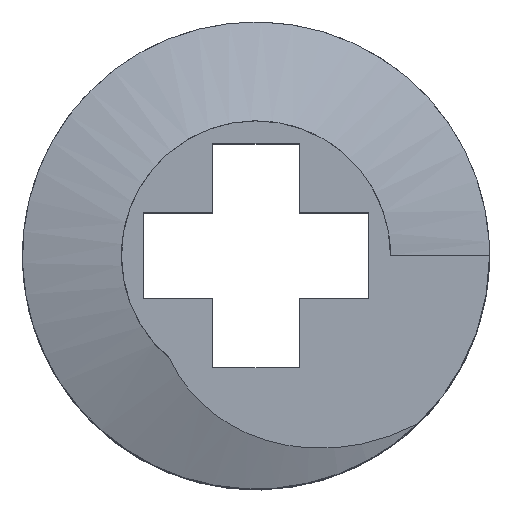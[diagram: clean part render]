
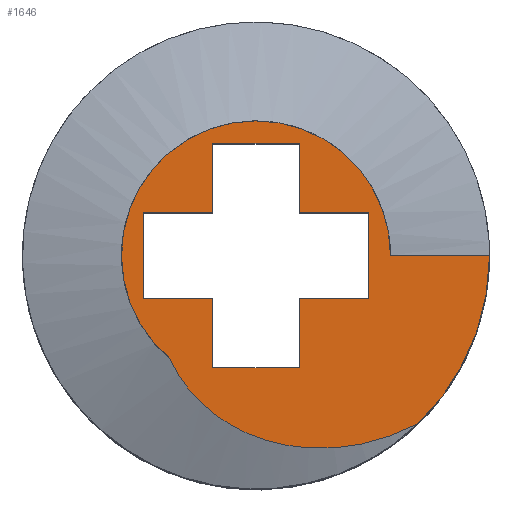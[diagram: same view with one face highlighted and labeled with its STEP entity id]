
A CAD part, top view. The second image highlights one B-rep face of the part: STEP entity #1646.
In plain terms, the highlighted planar face has unit normal (0, 0, 1).
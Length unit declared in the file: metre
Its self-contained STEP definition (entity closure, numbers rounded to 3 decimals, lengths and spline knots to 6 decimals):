
#282=CARTESIAN_POINT('',(0.003422,-0.003563,0.0078));
#283=CARTESIAN_POINT('',(0.003213,-0.003672,0.0078));
#284=CARTESIAN_POINT('',(0.002794,-0.003853,0.0078));
#285=CARTESIAN_POINT('',(0.002149,-0.004024,0.0078));
#286=CARTESIAN_POINT('',(0.001541,-0.004091,0.0078));
#287=CARTESIAN_POINT('',(0.000984,-0.004075,0.0078));
#288=CARTESIAN_POINT('',(0.000482,-0.003993,0.0078));
#289=CARTESIAN_POINT('',(0.000048,-0.003865,0.0078));
#290=CARTESIAN_POINT('',(-0.000317,-0.003709,0.0078));
#291=CARTESIAN_POINT('',(-0.000625,-0.003538,0.0078));
#292=CARTESIAN_POINT('',(-0.000888,-0.003356,0.0078));
#293=CARTESIAN_POINT('',(-0.001118,-0.003163,0.0078));
#294=CARTESIAN_POINT('',(-0.001327,-0.002951,0.0078));
#295=CARTESIAN_POINT('',(-0.001516,-0.002717,0.0078));
#296=CARTESIAN_POINT('',(-0.001682,-0.002463,0.0078));
#297=CARTESIAN_POINT('',(-0.001772,-0.002285,0.0078));
#298=CARTESIAN_POINT('',(-0.001812,-0.002193,0.0078));
#407=DIRECTION('',(0.,-1.,0.));
#408=VECTOR('',#407,0.00183);
#409=CARTESIAN_POINT('',(-0.002375,0.000915,0.0078));
#410=LINE('',#409,#408);
#411=DIRECTION('',(1.,0.,0.));
#412=VECTOR('',#411,0.00146);
#413=CARTESIAN_POINT('',(-0.002375,-0.000915,0.0078));
#414=LINE('',#413,#412);
#415=DIRECTION('',(0.,-1.,0.));
#416=VECTOR('',#415,0.00146);
#417=CARTESIAN_POINT('',(-0.000915,-0.000915,0.0078));
#418=LINE('',#417,#416);
#419=DIRECTION('',(1.,0.,0.));
#420=VECTOR('',#419,0.00183);
#421=CARTESIAN_POINT('',(-0.000915,-0.002375,0.0078));
#422=LINE('',#421,#420);
#423=DIRECTION('',(0.,1.,0.));
#424=VECTOR('',#423,0.00146);
#425=CARTESIAN_POINT('',(0.000915,-0.002375,0.0078));
#426=LINE('',#425,#424);
#427=DIRECTION('',(1.,0.,0.));
#428=VECTOR('',#427,0.00146);
#429=CARTESIAN_POINT('',(0.000915,-0.000915,0.0078));
#430=LINE('',#429,#428);
#431=DIRECTION('',(0.,1.,0.));
#432=VECTOR('',#431,0.00183);
#433=CARTESIAN_POINT('',(0.002375,-0.000915,0.0078));
#434=LINE('',#433,#432);
#435=DIRECTION('',(-1.,0.,0.));
#436=VECTOR('',#435,0.00146);
#437=CARTESIAN_POINT('',(0.002375,0.000915,0.0078));
#438=LINE('',#437,#436);
#439=DIRECTION('',(0.,1.,0.));
#440=VECTOR('',#439,0.00146);
#441=CARTESIAN_POINT('',(0.000915,0.000915,0.0078));
#442=LINE('',#441,#440);
#443=DIRECTION('',(-1.,0.,0.));
#444=VECTOR('',#443,0.00183);
#445=CARTESIAN_POINT('',(0.000915,0.002375,0.0078));
#446=LINE('',#445,#444);
#447=DIRECTION('',(0.,-1.,0.));
#448=VECTOR('',#447,0.00146);
#449=CARTESIAN_POINT('',(-0.000915,0.002375,0.0078));
#450=LINE('',#449,#448);
#451=DIRECTION('',(-1.,0.,0.));
#452=VECTOR('',#451,0.00146);
#453=CARTESIAN_POINT('',(-0.000915,0.000915,0.0078));
#454=LINE('',#453,#452);
#655=CARTESIAN_POINT('',(0.,0.,0.0078));
#656=DIRECTION('',(0.,0.,1.));
#657=DIRECTION('',(1.,0.,0.));
#658=AXIS2_PLACEMENT_3D('',#655,#656,#657);
#969=CARTESIAN_POINT('',(0.00494,0.,0.0078));
#970=CARTESIAN_POINT('',(0.00494,-0.000158,0.0078));
#971=CARTESIAN_POINT('',(0.004925,-0.000475,0.0078));
#972=CARTESIAN_POINT('',(0.004855,-0.000955,0.0078));
#973=CARTESIAN_POINT('',(0.004739,-0.001425,0.0078));
#974=CARTESIAN_POINT('',(0.004579,-0.001876,0.0078));
#975=CARTESIAN_POINT('',(0.004381,-0.002299,0.0078));
#976=CARTESIAN_POINT('',(0.004138,-0.002714,0.0078));
#977=CARTESIAN_POINT('',(0.003834,-0.003132,0.0078));
#978=CARTESIAN_POINT('',(0.003571,-0.00342,0.0078));
#979=CARTESIAN_POINT('',(0.003422,-0.003563,0.0078));
#1093=DIRECTION('',(-1.,0.,0.));
#1094=VECTOR('',#1093,0.002096);
#1095=CARTESIAN_POINT('',(0.00494,0.,0.0078));
#1096=LINE('',#1095,#1094);
#1187=CARTESIAN_POINT('',(0.00494,0.,0.0078));
#1188=CARTESIAN_POINT('',(0.002845,0.,0.0078));
#1189=VERTEX_POINT('',#1187);
#1190=VERTEX_POINT('',#1188);
#1191=VERTEX_POINT('',#979);
#1192=VERTEX_POINT('',#298);
#1217=CARTESIAN_POINT('',(-0.002375,0.000915,0.0078));
#1218=CARTESIAN_POINT('',(-0.002375,-0.000915,0.0078));
#1219=VERTEX_POINT('',#1217);
#1220=VERTEX_POINT('',#1218);
#1221=CARTESIAN_POINT('',(-0.000915,-0.000915,0.0078));
#1222=VERTEX_POINT('',#1221);
#1223=CARTESIAN_POINT('',(-0.000915,-0.002375,0.0078));
#1224=VERTEX_POINT('',#1223);
#1225=CARTESIAN_POINT('',(0.000915,-0.002375,0.0078));
#1226=VERTEX_POINT('',#1225);
#1227=CARTESIAN_POINT('',(0.000915,-0.000915,0.0078));
#1228=VERTEX_POINT('',#1227);
#1229=CARTESIAN_POINT('',(0.002375,-0.000915,0.0078));
#1230=VERTEX_POINT('',#1229);
#1231=CARTESIAN_POINT('',(0.002375,0.000915,0.0078));
#1232=VERTEX_POINT('',#1231);
#1233=CARTESIAN_POINT('',(0.000915,0.000915,0.0078));
#1234=VERTEX_POINT('',#1233);
#1235=CARTESIAN_POINT('',(0.000915,0.002375,0.0078));
#1236=VERTEX_POINT('',#1235);
#1237=CARTESIAN_POINT('',(-0.000915,0.002375,0.0078));
#1238=VERTEX_POINT('',#1237);
#1239=CARTESIAN_POINT('',(-0.000915,0.000915,0.0078));
#1240=VERTEX_POINT('',#1239);
#1606=CARTESIAN_POINT('',(0.,0.,0.0078));
#1607=DIRECTION('',(0.,0.,1.));
#1608=DIRECTION('',(1.,0.,0.));
#1609=AXIS2_PLACEMENT_3D('',#1606,#1607,#1608);
#1610=PLANE('',#1609);
#1612=ORIENTED_EDGE('',*,*,#1611,.F.);
#1614=ORIENTED_EDGE('',*,*,#1613,.F.);
#1616=ORIENTED_EDGE('',*,*,#1615,.T.);
#1617=ORIENTED_EDGE('',*,*,#1591,.T.);
#1618=EDGE_LOOP('',(#1612,#1614,#1616,#1617));
#1619=FACE_OUTER_BOUND('',#1618,.F.);
#1621=ORIENTED_EDGE('',*,*,#1620,.T.);
#1623=ORIENTED_EDGE('',*,*,#1622,.T.);
#1625=ORIENTED_EDGE('',*,*,#1624,.T.);
#1627=ORIENTED_EDGE('',*,*,#1626,.T.);
#1629=ORIENTED_EDGE('',*,*,#1628,.T.);
#1631=ORIENTED_EDGE('',*,*,#1630,.T.);
#1633=ORIENTED_EDGE('',*,*,#1632,.T.);
#1635=ORIENTED_EDGE('',*,*,#1634,.T.);
#1637=ORIENTED_EDGE('',*,*,#1636,.T.);
#1639=ORIENTED_EDGE('',*,*,#1638,.T.);
#1641=ORIENTED_EDGE('',*,*,#1640,.T.);
#1643=ORIENTED_EDGE('',*,*,#1642,.T.);
#1644=EDGE_LOOP('',(#1621,#1623,#1625,#1627,#1629,#1631,#1633,#1635,#1637,#1639,
#1641,#1643));
#1645=FACE_BOUND('',#1644,.F.);
#1646=ADVANCED_FACE('',(#1619,#1645),#1610,.T.);
#299=B_SPLINE_CURVE_WITH_KNOTS('',3,(#282,#283,#284,#285,#286,#287,#288,#289,
#290,#291,#292,#293,#294,#295,#296,#297,#298),.UNSPECIFIED.,.F.,.F.,(4,1,1,1,1,
1,1,1,1,1,1,1,1,1,4),(0.,0.071429,0.142857,
0.214286,0.285714,0.357143,0.428571,0.5,
0.571429,0.642857,0.714286,0.785714,
0.857143,0.928571,1.),.UNSPECIFIED.);
#659=CIRCLE('',#658,0.002845);
#980=B_SPLINE_CURVE_WITH_KNOTS('',3,(#969,#970,#971,#972,#973,#974,#975,#976,
#977,#978,#979),.UNSPECIFIED.,.F.,.F.,(4,1,1,1,1,1,1,1,4),(0.,0.125,0.25,
0.375,0.5,0.625,0.75,0.875,1.),.UNSPECIFIED.);
#1591=EDGE_CURVE('',#1191,#1192,#299,.T.);
#1611=EDGE_CURVE('',#1190,#1192,#659,.T.);
#1613=EDGE_CURVE('',#1189,#1190,#1096,.T.);
#1615=EDGE_CURVE('',#1189,#1191,#980,.T.);
#1620=EDGE_CURVE('',#1219,#1220,#410,.T.);
#1622=EDGE_CURVE('',#1220,#1222,#414,.T.);
#1624=EDGE_CURVE('',#1222,#1224,#418,.T.);
#1626=EDGE_CURVE('',#1224,#1226,#422,.T.);
#1628=EDGE_CURVE('',#1226,#1228,#426,.T.);
#1630=EDGE_CURVE('',#1228,#1230,#430,.T.);
#1632=EDGE_CURVE('',#1230,#1232,#434,.T.);
#1634=EDGE_CURVE('',#1232,#1234,#438,.T.);
#1636=EDGE_CURVE('',#1234,#1236,#442,.T.);
#1638=EDGE_CURVE('',#1236,#1238,#446,.T.);
#1640=EDGE_CURVE('',#1238,#1240,#450,.T.);
#1642=EDGE_CURVE('',#1240,#1219,#454,.T.);
